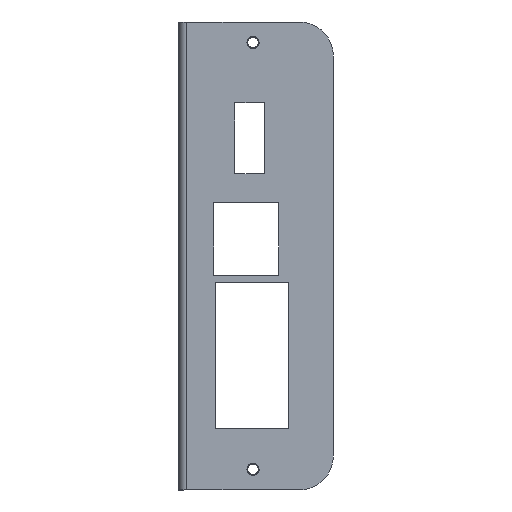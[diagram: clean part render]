
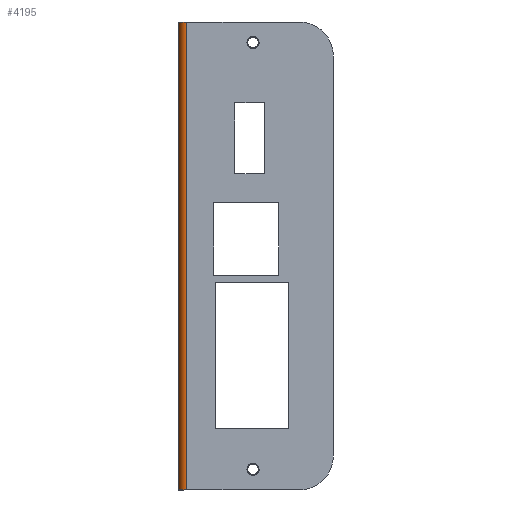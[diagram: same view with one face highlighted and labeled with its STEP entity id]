
A CAD part, top view. The second image highlights one B-rep face of the part: STEP entity #4195.
In plain terms, the highlighted cylindrical face has radius 1.937 mm (diameter 3.873 mm), a partial arc.
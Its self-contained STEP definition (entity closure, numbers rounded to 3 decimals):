
#73 = VECTOR ( 'NONE', #4158, 1000. ) ;
#245 = AXIS2_PLACEMENT_3D ( 'NONE', #4403, #3421, #1142 ) ;
#504 = CARTESIAN_POINT ( 'NONE',  ( -13.063, 55., -1.937 ) ) ;
#531 = AXIS2_PLACEMENT_3D ( 'NONE', #504, #1630, #1964 ) ;
#733 = EDGE_CURVE ( 'NONE', #3030, #1559, #2313, .T. ) ;
#1142 = DIRECTION ( 'NONE',  ( 0., 0., 1. ) ) ;
#1208 = DIRECTION ( 'NONE',  ( 0., 0., 1. ) ) ;
#1261 = EDGE_CURVE ( 'NONE', #2661, #1687, #4669, .T. ) ;
#1559 = VERTEX_POINT ( 'NONE', #3518 ) ;
#1630 = DIRECTION ( 'NONE',  ( 0., 1., 0. ) ) ;
#1687 = VERTEX_POINT ( 'NONE', #3269 ) ;
#1824 = ORIENTED_EDGE ( 'NONE', *, *, #733, .F. ) ;
#1869 = CARTESIAN_POINT ( 'NONE',  ( -15., -55., -1.937 ) ) ;
#1921 = DIRECTION ( 'NONE',  ( 0., 1., 0. ) ) ;
#1964 = DIRECTION ( 'NONE',  ( -1., 0., 0. ) ) ;
#2293 = LINE ( 'NONE', #1869, #4602 ) ;
#2313 = CIRCLE ( 'NONE', #245, 1.937 ) ;
#2317 = AXIS2_PLACEMENT_3D ( 'NONE', #3734, #1921, #1208 ) ;
#2329 = CYLINDRICAL_SURFACE ( 'NONE', #531, 1.937 ) ;
#2443 = EDGE_LOOP ( 'NONE', ( #3260, #3007, #4577, #1824 ) ) ;
#2456 = CARTESIAN_POINT ( 'NONE',  ( -13.063, -55., 0. ) ) ;
#2661 = VERTEX_POINT ( 'NONE', #3984 ) ;
#2722 = EDGE_CURVE ( 'NONE', #2661, #1559, #2293, .T. ) ;
#3007 = ORIENTED_EDGE ( 'NONE', *, *, #1261, .F. ) ;
#3030 = VERTEX_POINT ( 'NONE', #2456 ) ;
#3110 = LINE ( 'NONE', #3398, #73 ) ;
#3260 = ORIENTED_EDGE ( 'NONE', *, *, #4110, .F. ) ;
#3269 = CARTESIAN_POINT ( 'NONE',  ( -13.063, 55., 0. ) ) ;
#3398 = CARTESIAN_POINT ( 'NONE',  ( -13.063, 55., 0. ) ) ;
#3421 = DIRECTION ( 'NONE',  ( 0., -1., 0. ) ) ;
#3518 = CARTESIAN_POINT ( 'NONE',  ( -15., -55., -1.937 ) ) ;
#3734 = CARTESIAN_POINT ( 'NONE',  ( -13.063, 55., -1.937 ) ) ;
#3984 = CARTESIAN_POINT ( 'NONE',  ( -15., 55., -1.937 ) ) ;
#4110 = EDGE_CURVE ( 'NONE', #1687, #3030, #3110, .T. ) ;
#4158 = DIRECTION ( 'NONE',  ( 0., -1., 0. ) ) ;
#4195 = ADVANCED_FACE ( 'NONE', ( #4483 ), #2329, .T. ) ;
#4403 = CARTESIAN_POINT ( 'NONE',  ( -13.063, -55., -1.937 ) ) ;
#4457 = DIRECTION ( 'NONE',  ( 0., -1., 0. ) ) ;
#4483 = FACE_OUTER_BOUND ( 'NONE', #2443, .T. ) ;
#4577 = ORIENTED_EDGE ( 'NONE', *, *, #2722, .T. ) ;
#4602 = VECTOR ( 'NONE', #4457, 1000. ) ;
#4669 = CIRCLE ( 'NONE', #2317, 1.937 ) ;
